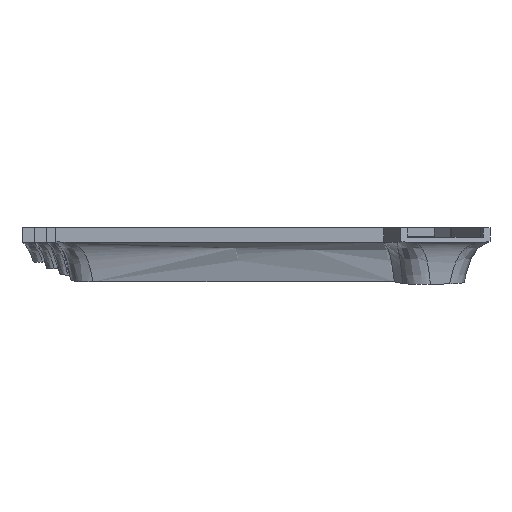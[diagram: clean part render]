
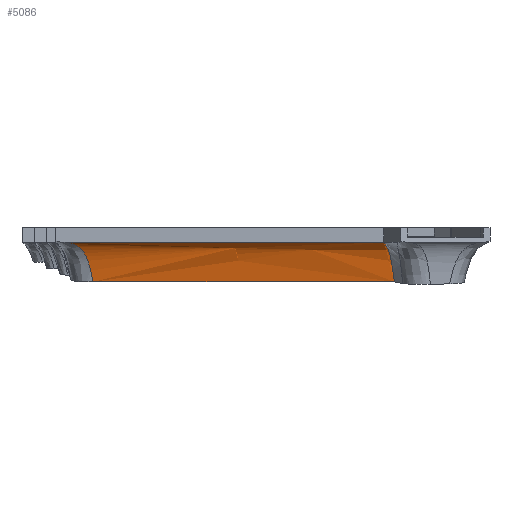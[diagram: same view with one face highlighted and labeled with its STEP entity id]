
A CAD part, left-side view. The second image highlights one B-rep face of the part: STEP entity #5086.
In plain terms, the highlighted free-form (B-spline) face has degree [3, 1] with [5, 2] control points.
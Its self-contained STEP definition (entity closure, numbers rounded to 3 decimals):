
#240=CARTESIAN_POINT('',(-50.313,-28.75,-11.202));
#241=VERTEX_POINT('',#240);
#249=CARTESIAN_POINT('',(-50.313,33.402,-11.202));
#250=VERTEX_POINT('',#249);
#251=CARTESIAN_POINT('',(-50.313,-28.75,-11.202));
#252=CARTESIAN_POINT('',(-50.313,-8.033,-11.202));
#253=CARTESIAN_POINT('',(-50.313,12.685,-11.202));
#254=CARTESIAN_POINT('',(-50.313,33.402,-11.202));
#255=B_SPLINE_CURVE_WITH_KNOTS('',3,(#251,#252,#253,#254),.UNSPECIFIED.,.F.,.F.,(4,4),(0.001,0.063),.UNSPECIFIED.);
#256=EDGE_CURVE('',#241,#250,#255,.T.);
#4984=CARTESIAN_POINT('',(-53.47,-26.544,-3.059));
#4985=VERTEX_POINT('',#4984);
#4992=CARTESIAN_POINT('',(-53.47,-26.544,-3.059));
#4993=CARTESIAN_POINT('',(-53.324,-26.646,-3.14));
#4994=CARTESIAN_POINT('',(-53.187,-26.742,-3.238));
#4995=CARTESIAN_POINT('',(-53.056,-26.833,-3.351));
#4996=CARTESIAN_POINT('',(-52.926,-26.924,-3.463));
#4997=CARTESIAN_POINT('',(-52.802,-27.011,-3.59));
#4998=CARTESIAN_POINT('',(-52.687,-27.091,-3.726));
#4999=CARTESIAN_POINT('',(-52.457,-27.252,-3.997));
#5000=CARTESIAN_POINT('',(-52.261,-27.389,-4.302));
#5001=CARTESIAN_POINT('',(-52.085,-27.512,-4.627));
#5002=CARTESIAN_POINT('',(-51.997,-27.574,-4.79));
#5003=CARTESIAN_POINT('',(-51.914,-27.631,-4.958));
#5004=CARTESIAN_POINT('',(-51.837,-27.685,-5.128));
#5005=CARTESIAN_POINT('',(-51.76,-27.739,-5.298));
#5006=CARTESIAN_POINT('',(-51.688,-27.789,-5.47));
#5007=CARTESIAN_POINT('',(-51.62,-27.837,-5.644));
#5008=CARTESIAN_POINT('',(-51.484,-27.932,-5.992));
#5009=CARTESIAN_POINT('',(-51.365,-28.015,-6.348));
#5010=CARTESIAN_POINT('',(-51.256,-28.091,-6.709));
#5011=CARTESIAN_POINT('',(-51.039,-28.243,-7.432));
#5012=CARTESIAN_POINT('',(-50.865,-28.365,-8.177));
#5013=CARTESIAN_POINT('',(-50.714,-28.47,-8.93));
#5014=CARTESIAN_POINT('',(-50.564,-28.575,-9.683));
#5015=CARTESIAN_POINT('',(-50.439,-28.662,-10.443));
#5016=CARTESIAN_POINT('',(-50.313,-28.75,-11.202));
#5017=B_SPLINE_CURVE_WITH_KNOTS('',3,(#4992,#4993,#4994,#4995,#4996,#4997,#4998,#4999,#5000,#5001,#5002,#5003,#5004,#5005,#5006,#5007,#5008,#5009,#5010,#5011,#5012,#5013,#5014,#5015,#5016),.UNSPECIFIED.,.F.,.F.,(4,3,3,3,3,3,3,3,4),(0.,0.001,0.001,0.002,0.003,0.004,0.005,0.007,0.009),.UNSPECIFIED.);
#5018=EDGE_CURVE('',#4985,#241,#5017,.T.);
#5023=CARTESIAN_POINT('',(-50.313,-28.75,-11.202));
#5024=CARTESIAN_POINT('',(-50.313,38.806,-11.202));
#5025=CARTESIAN_POINT('',(-50.336,-28.75,-11.062));
#5026=CARTESIAN_POINT('',(-50.336,38.806,-11.062));
#5027=CARTESIAN_POINT('',(-50.703,-28.75,-8.863));
#5028=CARTESIAN_POINT('',(-50.703,38.806,-8.863));
#5029=CARTESIAN_POINT('',(-51.486,-28.75,-4.165));
#5030=CARTESIAN_POINT('',(-51.486,38.806,-4.165));
#5031=CARTESIAN_POINT('',(-53.47,-28.75,-3.059));
#5032=CARTESIAN_POINT('',(-53.47,38.806,-3.059));
#5033=B_SPLINE_SURFACE_WITH_KNOTS('',3,1,((#5023,#5024),(#5025,#5026),(#5027,#5028),(#5029,#5030),(#5031,#5032)),.UNSPECIFIED.,.F.,.F.,.U.,(4,1,4),(2,2),(0.732,0.75,0.995),(0.007,0.897),.UNSPECIFIED.);
#5034=CARTESIAN_POINT('',(-53.47,38.806,-3.059));
#5035=VERTEX_POINT('',#5034);
#5036=CARTESIAN_POINT('',(-53.47,-26.544,-3.059));
#5037=DIRECTION('',(0.,1.,0.));
#5038=VECTOR('',#5037,65.35);
#5039=LINE('',#5036,#5038);
#5040=EDGE_CURVE('',#4985,#5035,#5039,.T.);
#5041=ORIENTED_EDGE('',*,*,#5040,.T.);
#5042=CARTESIAN_POINT('',(-53.47,38.806,-3.059));
#5043=CARTESIAN_POINT('',(-53.405,38.609,-3.095));
#5044=CARTESIAN_POINT('',(-53.338,38.415,-3.137));
#5045=CARTESIAN_POINT('',(-53.271,38.226,-3.184));
#5046=CARTESIAN_POINT('',(-53.204,38.037,-3.231));
#5047=CARTESIAN_POINT('',(-53.135,37.853,-3.283));
#5048=CARTESIAN_POINT('',(-53.066,37.674,-3.342));
#5049=CARTESIAN_POINT('',(-52.927,37.315,-3.461));
#5050=CARTESIAN_POINT('',(-52.781,36.977,-3.607));
#5051=CARTESIAN_POINT('',(-52.629,36.659,-3.796));
#5052=CARTESIAN_POINT('',(-52.553,36.5,-3.89));
#5053=CARTESIAN_POINT('',(-52.475,36.346,-3.995));
#5054=CARTESIAN_POINT('',(-52.397,36.2,-4.11));
#5055=CARTESIAN_POINT('',(-52.319,36.054,-4.225));
#5056=CARTESIAN_POINT('',(-52.241,35.916,-4.35));
#5057=CARTESIAN_POINT('',(-52.163,35.784,-4.486));
#5058=CARTESIAN_POINT('',(-52.007,35.521,-4.759));
#5059=CARTESIAN_POINT('',(-51.852,35.284,-5.077));
#5060=CARTESIAN_POINT('',(-51.703,35.072,-5.439));
#5061=CARTESIAN_POINT('',(-51.628,34.965,-5.619));
#5062=CARTESIAN_POINT('',(-51.555,34.864,-5.811));
#5063=CARTESIAN_POINT('',(-51.484,34.77,-6.012));
#5064=CARTESIAN_POINT('',(-51.413,34.675,-6.212));
#5065=CARTESIAN_POINT('',(-51.344,34.586,-6.421));
#5066=CARTESIAN_POINT('',(-51.278,34.502,-6.637));
#5067=CARTESIAN_POINT('',(-51.146,34.335,-7.07));
#5068=CARTESIAN_POINT('',(-51.023,34.187,-7.534));
#5069=CARTESIAN_POINT('',(-50.911,34.055,-8.019));
#5070=CARTESIAN_POINT('',(-50.798,33.923,-8.503));
#5071=CARTESIAN_POINT('',(-50.696,33.807,-9.007));
#5072=CARTESIAN_POINT('',(-50.599,33.701,-9.533));
#5073=CARTESIAN_POINT('',(-50.551,33.648,-9.796));
#5074=CARTESIAN_POINT('',(-50.504,33.597,-10.064));
#5075=CARTESIAN_POINT('',(-50.457,33.548,-10.342));
#5076=CARTESIAN_POINT('',(-50.41,33.499,-10.619));
#5077=CARTESIAN_POINT('',(-50.361,33.45,-10.914));
#5078=CARTESIAN_POINT('',(-50.313,33.402,-11.202));
#5079=B_SPLINE_CURVE_WITH_KNOTS('',3,(#5042,#5043,#5044,#5045,#5046,#5047,#5048,#5049,#5050,#5051,#5052,#5053,#5054,#5055,#5056,#5057,#5058,#5059,#5060,#5061,#5062,#5063,#5064,#5065,#5066,#5067,
#5068,#5069,#5070,#5071,#5072,#5073,#5074,#5075,#5076,#5077,#5078),.UNSPECIFIED.,.F.,.F.,(4,3,3,3,3,3,3,3,3,3,3,3,4),(0.019,0.02,0.021,0.023,0.024,0.025,0.027,0.027,0.028,0.03,0.032,0.033,0.034),.UNSPECIFIED.);
#5080=EDGE_CURVE('',#5035,#250,#5079,.T.);
#5081=ORIENTED_EDGE('',*,*,#5080,.T.);
#5082=ORIENTED_EDGE('',*,*,#256,.F.);
#5083=ORIENTED_EDGE('',*,*,#5018,.F.);
#5084=EDGE_LOOP('',(#5041,#5081,#5082,#5083));
#5085=FACE_BOUND('',#5084,.T.);
#5086=ADVANCED_FACE('',(#5085),#5033,.T.);
